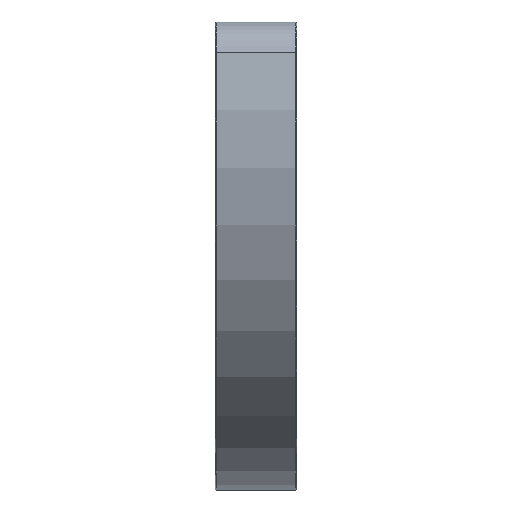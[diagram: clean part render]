
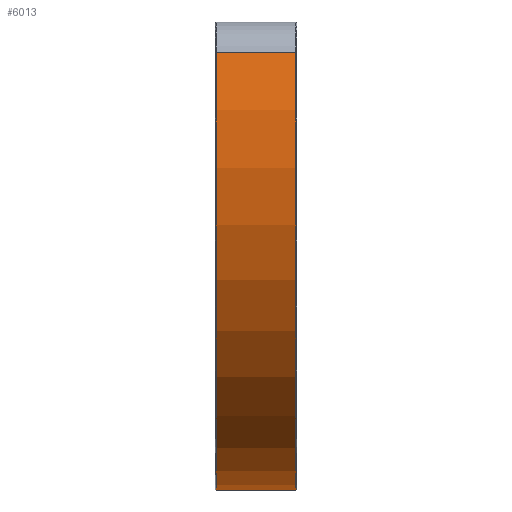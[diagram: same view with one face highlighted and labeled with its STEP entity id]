
A CAD part, left-side view. The second image highlights one B-rep face of the part: STEP entity #6013.
In plain terms, the highlighted cylindrical face has radius 43 mm (diameter 86 mm), a partial arc.
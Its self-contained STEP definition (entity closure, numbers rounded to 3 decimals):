
#191=LINE('',#10303,#553);
#192=LINE('',#10304,#554);
#553=VECTOR('',#8243,10.);
#554=VECTOR('',#8244,10.);
#861=CYLINDRICAL_SURFACE('',#6669,43.);
#1233=FACE_OUTER_BOUND('',#1566,.T.);
#1566=EDGE_LOOP('',(#4881,#4882,#4883,#4884));
#1742=CIRCLE('',#6204,43.);
#2041=CIRCLE('',#6661,43.);
#2336=VERTEX_POINT('',#9334);
#2337=VERTEX_POINT('',#9338);
#2653=VERTEX_POINT('',#10282);
#2655=VERTEX_POINT('',#10288);
#2974=EDGE_CURVE('',#2336,#2337,#1742,.T.);
#3449=EDGE_CURVE('',#2653,#2655,#2041,.T.);
#3455=EDGE_CURVE('',#2653,#2336,#191,.T.);
#3456=EDGE_CURVE('',#2337,#2655,#192,.T.);
#4881=ORIENTED_EDGE('',*,*,#3449,.F.);
#4882=ORIENTED_EDGE('',*,*,#3455,.T.);
#4883=ORIENTED_EDGE('',*,*,#2974,.T.);
#4884=ORIENTED_EDGE('',*,*,#3456,.T.);
#6013=ADVANCED_FACE('',(#1233),#861,.T.);
#6204=AXIS2_PLACEMENT_3D('',#9341,#7135,#7136);
#6661=AXIS2_PLACEMENT_3D('',#10292,#8225,#8226);
#6669=AXIS2_PLACEMENT_3D('',#10302,#8241,#8242);
#7135=DIRECTION('center_axis',(0.,1.,0.));
#7136=DIRECTION('ref_axis',(-0.789,0.,-0.614));
#8225=DIRECTION('center_axis',(0.,1.,0.));
#8226=DIRECTION('ref_axis',(-0.789,0.,-0.614));
#8241=DIRECTION('center_axis',(0.,1.,0.));
#8242=DIRECTION('ref_axis',(0.,0.,-1.));
#8243=DIRECTION('',(0.,-1.,0.));
#8244=DIRECTION('',(0.,1.,0.));
#9334=CARTESIAN_POINT('',(0.,-4.9,-43.));
#9338=CARTESIAN_POINT('',(-41.673,-4.9,10.601));
#9341=CARTESIAN_POINT('Origin',(0.,-4.9,0.));
#10282=CARTESIAN_POINT('',(0.,4.9,-43.));
#10288=CARTESIAN_POINT('',(-41.673,4.9,10.601));
#10292=CARTESIAN_POINT('Origin',(0.,4.9,0.));
#10302=CARTESIAN_POINT('Origin',(0.,0.,0.));
#10303=CARTESIAN_POINT('',(0.,0.,-43.));
#10304=CARTESIAN_POINT('',(-41.673,0.,10.601));
